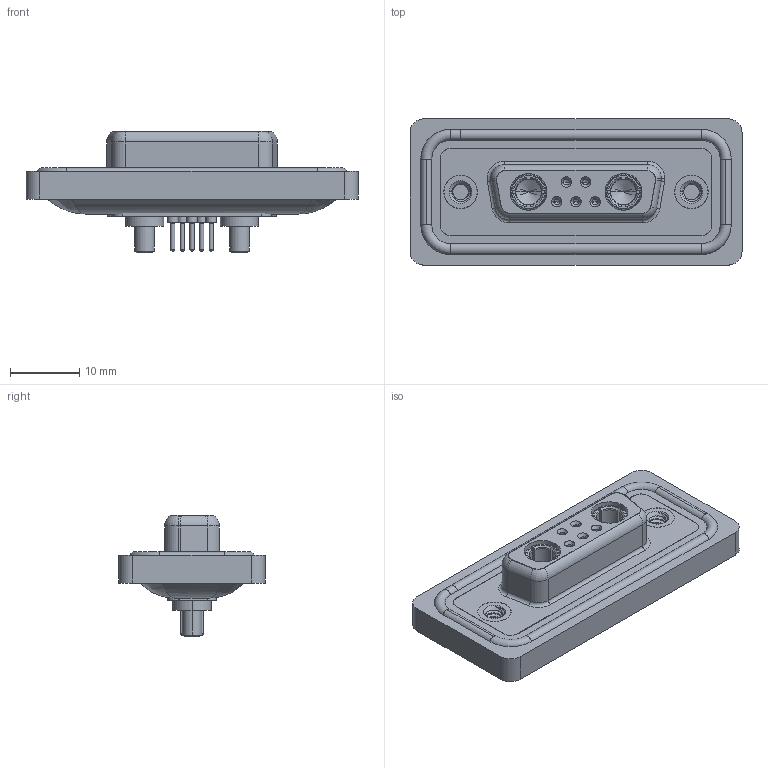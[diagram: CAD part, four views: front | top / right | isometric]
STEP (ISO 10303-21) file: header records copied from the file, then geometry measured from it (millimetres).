
FILE_DESCRIPTION (( 'STEP AP203' ), '1' );
FILE_NAME ('628W7W2-624-2N2.STEP', '2024-03-22T17:22:59', ( '' ), ( '' ), 'SwSTEP 2.0', 'SolidWorks 2023', '' );
FILE_SCHEMA (( 'CONFIG_CONTROL_DESIGN' ));
Length unit declared in the file: millimetre
Products named in the file (9): 628W7W2-624-2N2; 628Combo Contact Row 2_24; 628Combo Waterproof Housing_15 Contacts; 628Combo Housing_7W2; 628Combo Shell Front_15 Contacts; 628Combo Contact Row 1_24; 628Combo Shell Rear_15 Contacts; 628Combo Threaded Rivet_2; Power Socket_20A S
Assembly tree (13 placements, depth 2):
  628W7W2-624-2N2
    628Combo Housing_7W2
    628Combo Waterproof Housing_15 Contacts
    628Combo Shell Front_15 Contacts
    628Combo Shell Rear_15 Contacts
    628Combo Threaded Rivet_2  x2
    628Combo Contact Row 1_24  x2
    628Combo Contact Row 2_24  x3
    Power Socket_20A S  x2
Bounding box: 47.9 x 21.1 x 17.55 mm (x, y, z)
Volume: 6076.9 mm3; surface area: 9885.1 mm2
Topology: 16 solids, 16 shells, 809 faces, 1979 edges, 1237 vertices
Faces by surface type: cylinder 329, plane 238, torus 149, cone 81, bspline 12
Entity records: 20196 total; most frequent: CARTESIAN_POINT 5164, DIRECTION 3128, ORIENTED_EDGE 2816, EDGE_CURVE 1408, AXIS2_PLACEMENT_3D 1280, VERTEX_POINT 889, CIRCLE 691, EDGE_LOOP 653
